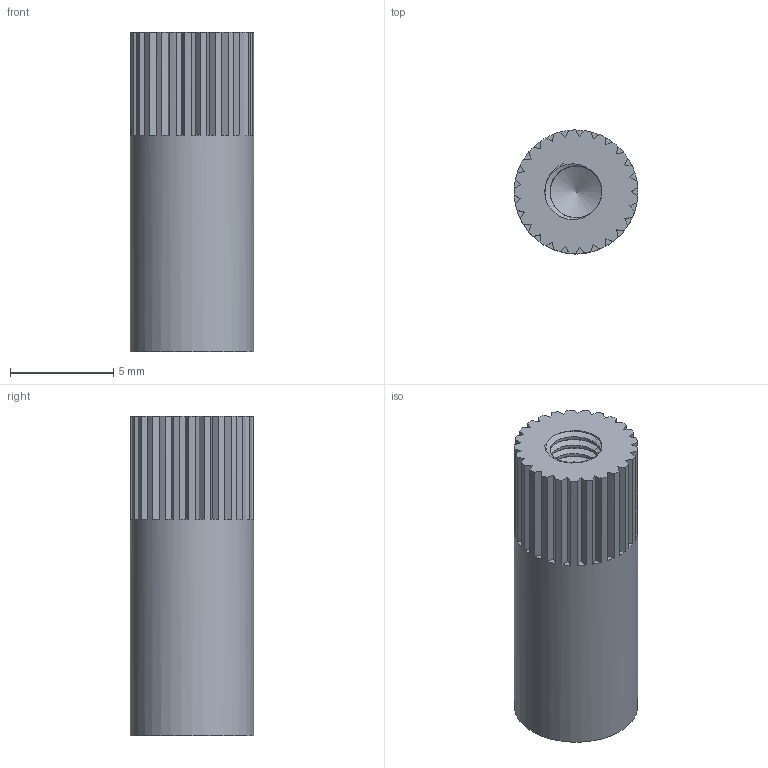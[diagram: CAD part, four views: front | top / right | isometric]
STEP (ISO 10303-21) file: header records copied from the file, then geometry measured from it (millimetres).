
FILE_DESCRIPTION(/* description */ ('STEP AP214'),/* implementation_level */ '2;1');
FILE_NAME(/* name */ '6819284e50d50a4ee487596b',/* time_stamp */ '2025-05-05T21:06:23Z',/* author */ (''),/* organization */ (''),/* preprocessor_version */ 'ST-DEVELOPER v20',/* originating_system */ 'ONSHAPE BY PTC INC, 1.197',/* authorisation */ ' ');
FILE_SCHEMA (('AUTOMOTIVE_DESIGN {1 0 10303 214 3 1 1}'));
Length unit declared in the file: metre
Products named in the file (1): Compound
Bounding box: 6 x 6 x 15.5 mm (x, y, z)
Volume: 382 mm3; surface area: 494 mm2
Topology: 1 solids, 1 shells, 148 faces, 373 edges, 227 vertices
Faces by surface type: plane 78, cylinder 35, bspline 34, cone 1
Full cylindrical faces by diameter (mm): 2.52 x16, 3.02 x15, 6 x1
Entity records: 10103 total; most frequent: CARTESIAN_POINT 6088, ORIENTED_EDGE 702, DIRECTION 522, EDGE_CURVE 351, VERTEX_POINT 225, LINE 216, VECTOR 216, AXIS2_PLACEMENT_3D 153
